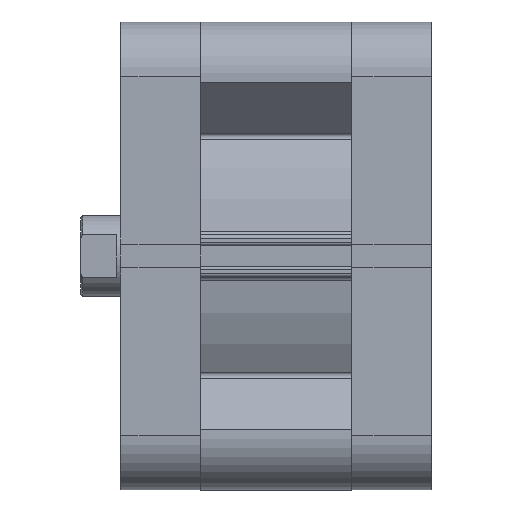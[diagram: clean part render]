
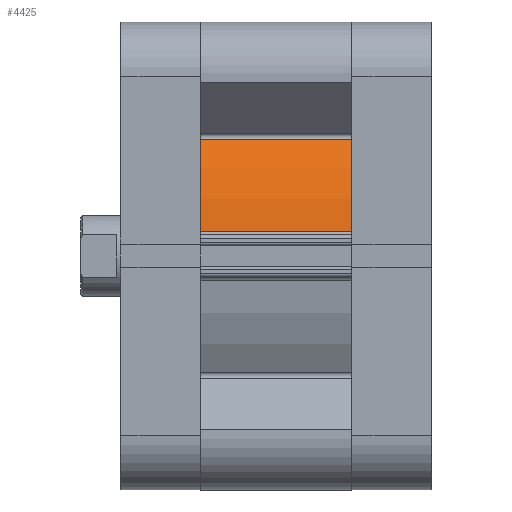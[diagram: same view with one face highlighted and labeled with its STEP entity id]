
A CAD part, front view. The second image highlights one B-rep face of the part: STEP entity #4425.
In plain terms, the highlighted cylindrical face has radius 53.5 mm (diameter 107 mm), a partial arc.
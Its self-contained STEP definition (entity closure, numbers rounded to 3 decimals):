
#872 = DIRECTION ( 'NONE',  ( -1., 0., 0. ) ) ;
#873 = DIRECTION ( 'NONE',  ( 0., 0., -1. ) ) ;
#874 = CARTESIAN_POINT ( 'NONE',  ( 0., 0., 37.5 ) ) ;
#1288 = CARTESIAN_POINT ( 'NONE',  ( 6.135, -53.147, 37.5 ) ) ;
#1289 = DIRECTION ( 'NONE',  ( 0., 0., -1. ) ) ;
#1290 = CARTESIAN_POINT ( 'NONE',  ( 0., 0., 0. ) ) ;
#1291 = DIRECTION ( 'NONE',  ( 0., 0., 1. ) ) ;
#1292 = DIRECTION ( 'NONE',  ( 1., 0., 0. ) ) ;
#1293 = CARTESIAN_POINT ( 'NONE',  ( 28.996, -44.961, 37.5 ) ) ;
#1294 = DIRECTION ( 'NONE',  ( 0., 0., 1. ) ) ;
#1307 = CARTESIAN_POINT ( 'NONE',  ( 0., 0., 37.5 ) ) ;
#1315 = DIRECTION ( 'NONE',  ( 0., 0., 1. ) ) ;
#1316 = DIRECTION ( 'NONE',  ( 1., 0., 0. ) ) ;
#1403 = AXIS2_PLACEMENT_3D ( 'NONE', #1290, #1291, #1292 ) ;
#1410 = AXIS2_PLACEMENT_3D ( 'NONE', #1307, #1315, #1316 ) ;
#4425 = ADVANCED_FACE ( 'NONE', ( #10357 ), #10351, .T. ) ;
#4582 = EDGE_CURVE ( 'NONE', #8345, #8348, #10546, .T. ) ;
#4583 = EDGE_CURVE ( 'NONE', #8348, #8347, #10554, .T. ) ;
#4584 = EDGE_CURVE ( 'NONE', #8347, #8346, #10549, .T. ) ;
#4593 = EDGE_CURVE ( 'NONE', #8345, #8346, #10568, .T. ) ;
#5654 = AXIS2_PLACEMENT_3D ( 'NONE', #874, #873, #872 ) ;
#7011 = CARTESIAN_POINT ( 'NONE',  ( 6.135, -53.147, 37.5 ) ) ;
#7012 = CARTESIAN_POINT ( 'NONE',  ( 28.996, -44.961, 37.5 ) ) ;
#7013 = CARTESIAN_POINT ( 'NONE',  ( 28.996, -44.961, 0. ) ) ;
#7014 = CARTESIAN_POINT ( 'NONE',  ( 6.135, -53.147, 0. ) ) ;
#8345 = VERTEX_POINT ( 'NONE', #7011 ) ;
#8346 = VERTEX_POINT ( 'NONE', #7012 ) ;
#8347 = VERTEX_POINT ( 'NONE', #7013 ) ;
#8348 = VERTEX_POINT ( 'NONE', #7014 ) ;
#9213 = ORIENTED_EDGE ( 'NONE', *, *, #4582, .T. ) ;
#9214 = ORIENTED_EDGE ( 'NONE', *, *, #4593, .F. ) ;
#9215 = ORIENTED_EDGE ( 'NONE', *, *, #4584, .T. ) ;
#9216 = ORIENTED_EDGE ( 'NONE', *, *, #4583, .T. ) ;
#9585 = EDGE_LOOP ( 'NONE', ( #9216, #9215, #9214, #9213 ) ) ;
#10351 = CYLINDRICAL_SURFACE ( 'NONE', #5654, 53.5 ) ;
#10357 = FACE_OUTER_BOUND ( 'NONE', #9585, .T. ) ;
#10545 = VECTOR ( 'NONE', #1294, 1000. ) ;
#10546 = LINE ( 'NONE', #1288, #10547 ) ;
#10547 = VECTOR ( 'NONE', #1289, 1000. ) ;
#10549 = LINE ( 'NONE', #1293, #10545 ) ;
#10554 = CIRCLE ( 'NONE', #1403, 53.5 ) ;
#10568 = CIRCLE ( 'NONE', #1410, 53.5 ) ;
